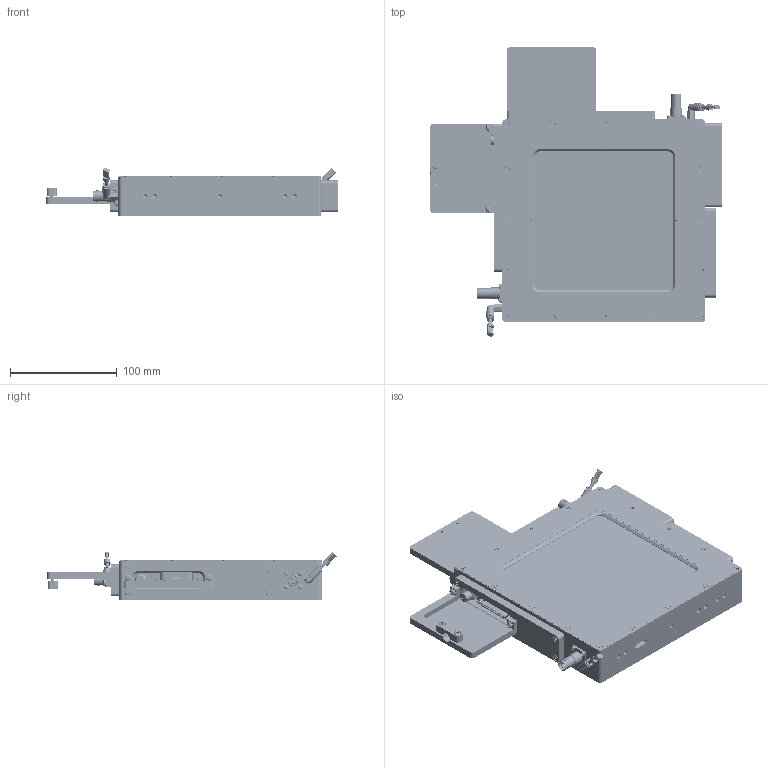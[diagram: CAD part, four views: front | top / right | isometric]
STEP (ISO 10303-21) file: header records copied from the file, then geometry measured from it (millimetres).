
FILE_DESCRIPTION (( 'STEP AP214' ), '1' );
FILE_NAME ('88202560-IC64-6.STEP', '2019-09-04T20:07:40', ( '' ), ( '' ), 'SwSTEP 2.0', 'SolidWorks 2018', '' );
FILE_SCHEMA (( 'AUTOMOTIVE_DESIGN' ));
Length unit declared in the file: millimetre
Products named in the file (1): 88202560-IC64-6
Bounding box: 273.09 x 271.23 x 45.17 mm (x, y, z)
Volume: 488349.7 mm3; surface area: 471522.9 mm2
Topology: 110 solids, 110 shells, 8168 faces, 21930 edges, 14143 vertices
Faces by surface type: plane 5360, cylinder 2039, cone 543, bspline 160, torus 38, sphere 28
Entity records: 350478 total; most frequent: CARTESIAN_POINT 51779, ORIENTED_EDGE 43636, DIRECTION 42185, EDGE_CURVE 21818, VECTOR 16447, LINE 16447, VERTEX_POINT 14143, AXIS2_PLACEMENT_3D 12869
